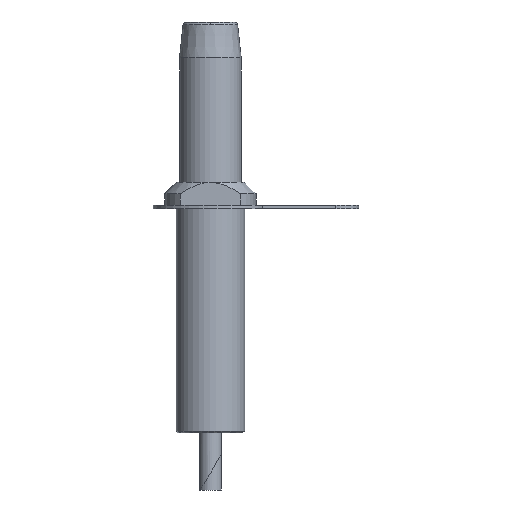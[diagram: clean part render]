
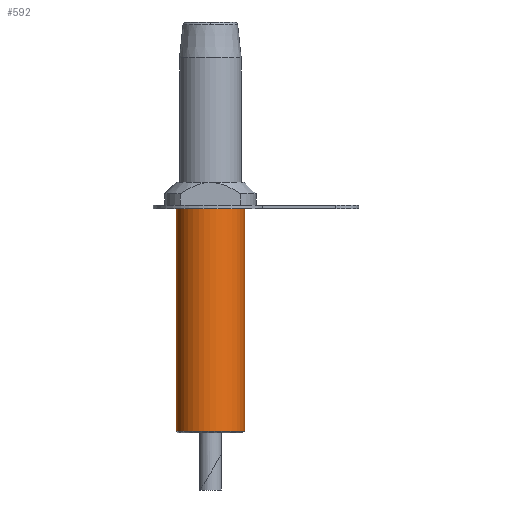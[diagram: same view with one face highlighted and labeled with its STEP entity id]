
A CAD part, front view. The second image highlights one B-rep face of the part: STEP entity #592.
In plain terms, the highlighted cylindrical face has radius 3 mm (diameter 6 mm), a partial arc.
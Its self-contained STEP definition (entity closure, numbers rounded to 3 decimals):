
#28 = DIRECTION ( 'NONE',  ( 0., 0., 1. ) ) ;
#110 = CARTESIAN_POINT ( 'NONE',  ( 0., -11.773, 5.155 ) ) ;
#152 = DIRECTION ( 'NONE',  ( -1., 0., 0. ) ) ;
#212 = VERTEX_POINT ( 'NONE', #1615 ) ;
#239 = CARTESIAN_POINT ( 'NONE',  ( -3., -11.773, 5.155 ) ) ;
#322 = AXIS2_PLACEMENT_3D ( 'NONE', #862, #615, #152 ) ;
#558 = DIRECTION ( 'NONE',  ( 0., 0., -1. ) ) ;
#592 = ADVANCED_FACE ( 'NONE', ( #1180 ), #994, .T. ) ;
#593 = DIRECTION ( 'NONE',  ( 0., 0., 1. ) ) ;
#615 = DIRECTION ( 'NONE',  ( 0., 0., 1. ) ) ;
#754 = CIRCLE ( 'NONE', #322, 3. ) ;
#862 = CARTESIAN_POINT ( 'NONE',  ( 0., -11.773, 5.155 ) ) ;
#875 = VECTOR ( 'NONE', #2891, 1000. ) ;
#994 = CYLINDRICAL_SURFACE ( 'NONE', #1043, 3. ) ;
#1005 = EDGE_CURVE ( 'NONE', #1234, #2404, #2466, .T. ) ;
#1035 = EDGE_LOOP ( 'NONE', ( #2402, #2778, #1565, #2308, #1606 ) ) ;
#1043 = AXIS2_PLACEMENT_3D ( 'NONE', #110, #1109, #2999 ) ;
#1057 = CARTESIAN_POINT ( 'NONE',  ( 0., -11.773, 5.155 ) ) ;
#1109 = DIRECTION ( 'NONE',  ( 0., 0., -1. ) ) ;
#1147 = CARTESIAN_POINT ( 'NONE',  ( -3., -11.773, 5.155 ) ) ;
#1180 = FACE_OUTER_BOUND ( 'NONE', #1035, .T. ) ;
#1224 = CARTESIAN_POINT ( 'NONE',  ( -3., -11.773, -14.645 ) ) ;
#1234 = VERTEX_POINT ( 'NONE', #2232 ) ;
#1565 = ORIENTED_EDGE ( 'NONE', *, *, #1795, .F. ) ;
#1580 = EDGE_CURVE ( 'NONE', #1890, #2016, #2460, .T. ) ;
#1606 = ORIENTED_EDGE ( 'NONE', *, *, #1862, .T. ) ;
#1615 = CARTESIAN_POINT ( 'NONE',  ( 0., -14.773, 5.155 ) ) ;
#1662 = AXIS2_PLACEMENT_3D ( 'NONE', #3000, #28, #2838 ) ;
#1724 = CARTESIAN_POINT ( 'NONE',  ( 3., -11.773, -14.645 ) ) ;
#1795 = EDGE_CURVE ( 'NONE', #1890, #212, #754, .T. ) ;
#1862 = EDGE_CURVE ( 'NONE', #2016, #2404, #2631, .T. ) ;
#1890 = VERTEX_POINT ( 'NONE', #1147 ) ;
#1999 = DIRECTION ( 'NONE',  ( -1., 0., 0. ) ) ;
#2013 = AXIS2_PLACEMENT_3D ( 'NONE', #1057, #593, #1999 ) ;
#2016 = VERTEX_POINT ( 'NONE', #1224 ) ;
#2125 = VECTOR ( 'NONE', #558, 1000. ) ;
#2232 = CARTESIAN_POINT ( 'NONE',  ( 3., -11.773, 5.155 ) ) ;
#2308 = ORIENTED_EDGE ( 'NONE', *, *, #1580, .T. ) ;
#2402 = ORIENTED_EDGE ( 'NONE', *, *, #1005, .F. ) ;
#2404 = VERTEX_POINT ( 'NONE', #1724 ) ;
#2460 = LINE ( 'NONE', #239, #875 ) ;
#2465 = EDGE_CURVE ( 'NONE', #212, #1234, #2648, .T. ) ;
#2466 = LINE ( 'NONE', #2641, #2125 ) ;
#2631 = CIRCLE ( 'NONE', #1662, 3. ) ;
#2641 = CARTESIAN_POINT ( 'NONE',  ( 3., -11.773, 5.155 ) ) ;
#2648 = CIRCLE ( 'NONE', #2013, 3. ) ;
#2778 = ORIENTED_EDGE ( 'NONE', *, *, #2465, .F. ) ;
#2838 = DIRECTION ( 'NONE',  ( -1., 0., 0. ) ) ;
#2891 = DIRECTION ( 'NONE',  ( 0., 0., -1. ) ) ;
#2999 = DIRECTION ( 'NONE',  ( -1., 0., 0. ) ) ;
#3000 = CARTESIAN_POINT ( 'NONE',  ( 0., -11.773, -14.645 ) ) ;
